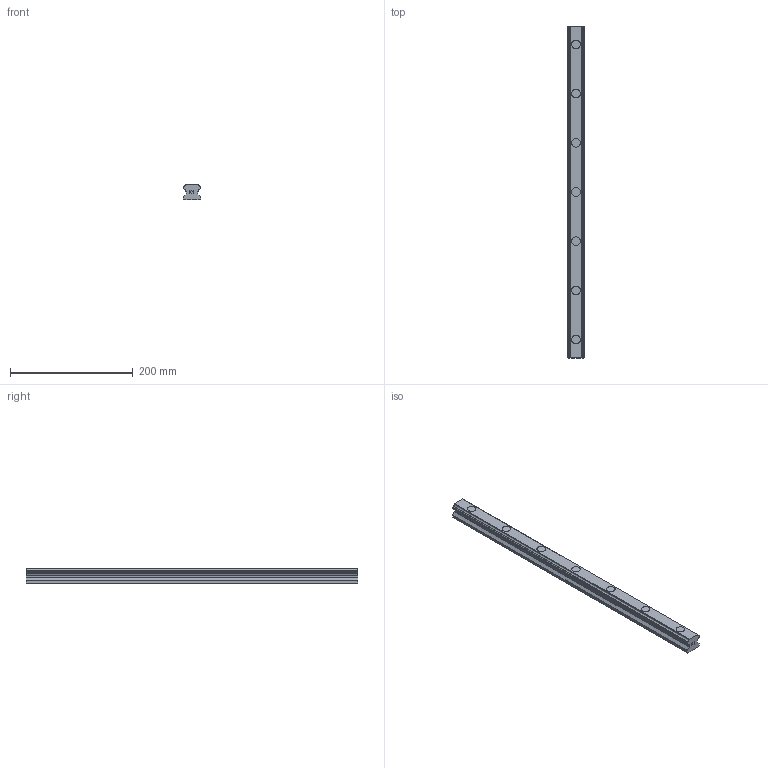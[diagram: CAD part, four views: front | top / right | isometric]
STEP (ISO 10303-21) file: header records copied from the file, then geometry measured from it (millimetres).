
FILE_DESCRIPTION(('STEP AP214'),'1');
FILE_NAME('cctmp_02A8B767-B144-42A6-8928-96BCDC4EF5C6_2020_6_24_13_20_27_82..stp','2020-06-24T11:20:27',('HIWIN GmbH'),('CADClick - www.CADClick.com'),'Spatial InterOp 3D',' ','unknown authorization');
FILE_SCHEMA(('AUTOMOTIVE_DESIGN'));
Length unit declared in the file: millimetre
Products named in the file (1): HGR30R540H_FILE
Bounding box: 28 x 540 x 26 mm (x, y, z)
Volume: 313545.5 mm3; surface area: 68177.9 mm2
Topology: 1 solids, 1 shells, 178 faces, 453 edges, 302 vertices
Faces by surface type: plane 114, cylinder 64
Entity records: 6833 total; most frequent: DIRECTION 939, CARTESIAN_POINT 934, ORIENTED_EDGE 906, EDGE_CURVE 453, LINE 325, VECTOR 325, AXIS2_PLACEMENT_3D 307, VERTEX_POINT 302
